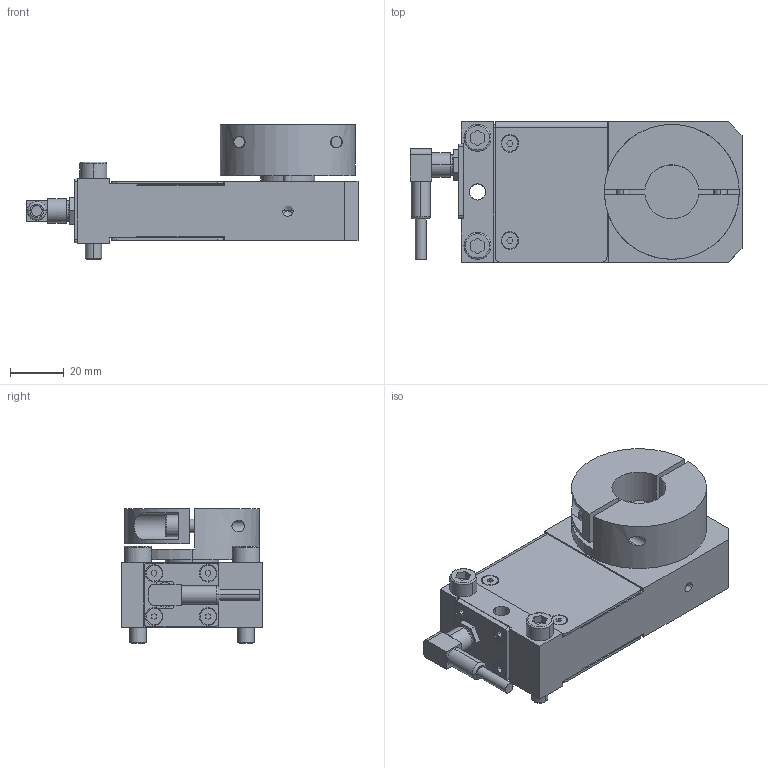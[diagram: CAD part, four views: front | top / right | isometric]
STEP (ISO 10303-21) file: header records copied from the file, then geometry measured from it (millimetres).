
FILE_DESCRIPTION((''),'2;1');
FILE_NAME('080730.6c_DM20.stp','2012-06-06T10:52:38',(''),(''),'Mechanical Desktop 2009','Mechanical Desktop 2009',', , ');
FILE_SCHEMA(('CONFIG_CONTROL_DESIGN'));
Length unit declared in the file: millimetre
Products named in the file (30): F0807306C_DM20; F0807304; F0807305; F0807305A; SENKSCHRAUBE_I-6KT_M3X6; SENKSCHRAUBE_I-6KT_M3X6A; SICHERUNGSRING_J35; SICHERUNGSRING_J35A; PENDELKUGELLAGER_1202TVA; PENDELKUGELLAGER_1202TV; ZYLSTIFT3X10; ZYLSTIFT3X10A; SICHERUNGSRING_A15; SICHERUNGSRING_A15A; I-6KT_SCHRAUBE_M5X10; I-6KT_SCHRAUBE_M5X10A; ZYLSTIFT6X20; ZYLSTIFT6X20A; MINIATUR_RUNDSTECKER_RSMF_4; MINIATUR_RUNDSTECKER_RSMF_4A; F0908117; F0908117A; KABELDOSE_WINKEL_4_POL_M8A; KABELDOSE_WINKEL_4_POL_M8; KABEL; I-6KT_SCHRAUBE_M6X30A; I-6KT_SCHRAUBE_M6X30; F0908118; F0908118A; RM_SDB
Assembly tree (41 placements, depth 3):
  F0807306C_DM20
    F0807304
    F0807305
      F0807305A
    SENKSCHRAUBE_I-6KT_M3X6  x8
      SENKSCHRAUBE_I-6KT_M3X6A
    SICHERUNGSRING_J35  x2
      SICHERUNGSRING_J35A
    PENDELKUGELLAGER_1202TVA
      PENDELKUGELLAGER_1202TV
    ZYLSTIFT3X10
      ZYLSTIFT3X10A
    SICHERUNGSRING_A15
      SICHERUNGSRING_A15A
    I-6KT_SCHRAUBE_M5X10  x2
      I-6KT_SCHRAUBE_M5X10A
    ZYLSTIFT6X20
      ZYLSTIFT6X20A
    MINIATUR_RUNDSTECKER_RSMF_4
      MINIATUR_RUNDSTECKER_RSMF_4A
    F0908117
      F0908117A
    KABELDOSE_WINKEL_4_POL_M8A
      KABELDOSE_WINKEL_4_POL_M8
    KABEL
    I-6KT_SCHRAUBE_M6X30A  x2
      I-6KT_SCHRAUBE_M6X30
    F0908118
      F0908118A
    RM_SDB  x3
Bounding box: 123 x 52 x 50 mm (x, y, z)
Volume: 138894.3 mm3; surface area: 59189.8 mm2
Topology: 26 solids, 28 shells, 606 faces, 1424 edges, 919 vertices
Faces by surface type: plane 229, cylinder 221, cone 118, bspline 20, torus 18
Entity records: 14652 total; most frequent: CARTESIAN_POINT 3329, DIRECTION 2490, ORIENTED_EDGE 2062, EDGE_CURVE 1031, AXIS2_PLACEMENT_3D 974, VERTEX_POINT 661, EDGE_LOOP 546, VECTOR 542
